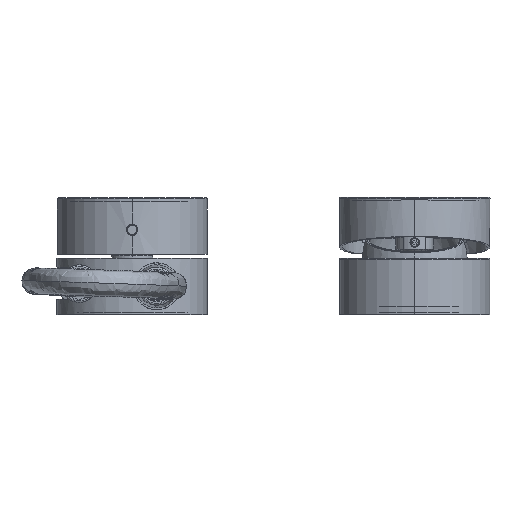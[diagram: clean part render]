
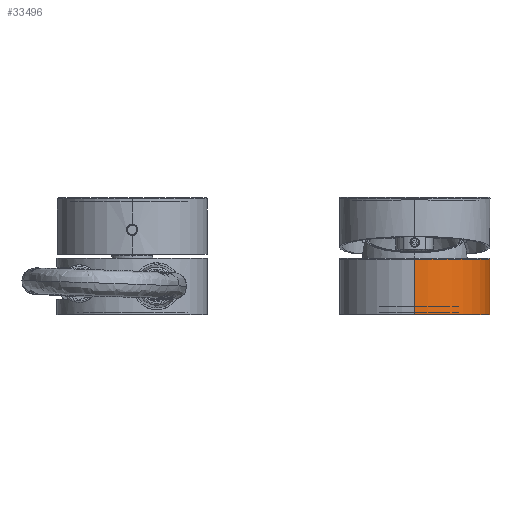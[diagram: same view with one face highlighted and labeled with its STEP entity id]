
A CAD part, top view. The second image highlights one B-rep face of the part: STEP entity #33496.
In plain terms, the highlighted cylindrical face has radius 40 mm (diameter 80 mm), a partial arc.
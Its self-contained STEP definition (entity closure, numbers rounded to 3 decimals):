
#148 = LINE ( 'NONE', #16701, #27172 ) ;
#3574 = CARTESIAN_POINT ( 'NONE',  ( 0., 51.5, 0. ) ) ;
#3733 = VERTEX_POINT ( 'NONE', #26898 ) ;
#3831 = CARTESIAN_POINT ( 'NONE',  ( 0., 22., 40. ) ) ;
#5595 = CARTESIAN_POINT ( 'NONE',  ( 0., 51.5, -40. ) ) ;
#6251 = VERTEX_POINT ( 'NONE', #17546 ) ;
#7280 = LINE ( 'NONE', #17888, #11376 ) ;
#7579 = CIRCLE ( 'NONE', #8073, 40. ) ;
#8073 = AXIS2_PLACEMENT_3D ( 'NONE', #3574, #24396, #21741 ) ;
#8679 = EDGE_CURVE ( 'NONE', #28819, #24923, #7280, .T. ) ;
#8786 = EDGE_LOOP ( 'NONE', ( #25699, #15843, #22138, #15955, #9168 ) ) ;
#9168 = ORIENTED_EDGE ( 'NONE', *, *, #16273, .T. ) ;
#9350 = EDGE_CURVE ( 'NONE', #6251, #28819, #31072, .T. ) ;
#11085 = CYLINDRICAL_SURFACE ( 'NONE', #20500, 40. ) ;
#11376 = VECTOR ( 'NONE', #28214, 1000. ) ;
#12253 = DIRECTION ( 'NONE',  ( 0., 1., 0. ) ) ;
#12288 = DIRECTION ( 'NONE',  ( 0., -1., 0. ) ) ;
#12409 = DIRECTION ( 'NONE',  ( 0., 0., -1. ) ) ;
#13433 = AXIS2_PLACEMENT_3D ( 'NONE', #32920, #12253, #33258 ) ;
#13622 = DIRECTION ( 'NONE',  ( 0., 0., -1. ) ) ;
#15843 = ORIENTED_EDGE ( 'NONE', *, *, #8679, .T. ) ;
#15955 = ORIENTED_EDGE ( 'NONE', *, *, #18305, .F. ) ;
#15997 = DIRECTION ( 'NONE',  ( 0., -1., 0. ) ) ;
#16212 = CARTESIAN_POINT ( 'NONE',  ( 0., 51.5, 0. ) ) ;
#16273 = EDGE_CURVE ( 'NONE', #18077, #6251, #7579, .T. ) ;
#16701 = CARTESIAN_POINT ( 'NONE',  ( 0., 0., -40. ) ) ;
#17546 = CARTESIAN_POINT ( 'NONE',  ( 40., 51.5, 0. ) ) ;
#17888 = CARTESIAN_POINT ( 'NONE',  ( 0., 0., 40. ) ) ;
#18077 = VERTEX_POINT ( 'NONE', #5595 ) ;
#18305 = EDGE_CURVE ( 'NONE', #18077, #3733, #148, .T. ) ;
#18872 = FACE_OUTER_BOUND ( 'NONE', #8786, .T. ) ;
#19240 = DIRECTION ( 'NONE',  ( 0., -1., 0. ) ) ;
#19755 = EDGE_CURVE ( 'NONE', #24923, #3733, #21332, .T. ) ;
#20500 = AXIS2_PLACEMENT_3D ( 'NONE', #28094, #12288, #12409 ) ;
#21332 = CIRCLE ( 'NONE', #13433, 40. ) ;
#21741 = DIRECTION ( 'NONE',  ( 0., 0., -1. ) ) ;
#22138 = ORIENTED_EDGE ( 'NONE', *, *, #19755, .T. ) ;
#22386 = CARTESIAN_POINT ( 'NONE',  ( 0., 51.5, 40. ) ) ;
#23469 = AXIS2_PLACEMENT_3D ( 'NONE', #16212, #15997, #13622 ) ;
#24396 = DIRECTION ( 'NONE',  ( 0., -1., 0. ) ) ;
#24923 = VERTEX_POINT ( 'NONE', #3831 ) ;
#25699 = ORIENTED_EDGE ( 'NONE', *, *, #9350, .T. ) ;
#26898 = CARTESIAN_POINT ( 'NONE',  ( 0., 22., -40. ) ) ;
#27172 = VECTOR ( 'NONE', #19240, 1000. ) ;
#28094 = CARTESIAN_POINT ( 'NONE',  ( 0., 0., 0. ) ) ;
#28214 = DIRECTION ( 'NONE',  ( 0., -1., 0. ) ) ;
#28819 = VERTEX_POINT ( 'NONE', #22386 ) ;
#31072 = CIRCLE ( 'NONE', #23469, 40. ) ;
#32920 = CARTESIAN_POINT ( 'NONE',  ( 0., 22., 0. ) ) ;
#33258 = DIRECTION ( 'NONE',  ( 0., 0., -1. ) ) ;
#33496 = ADVANCED_FACE ( 'NONE', ( #18872 ), #11085, .T. ) ;
